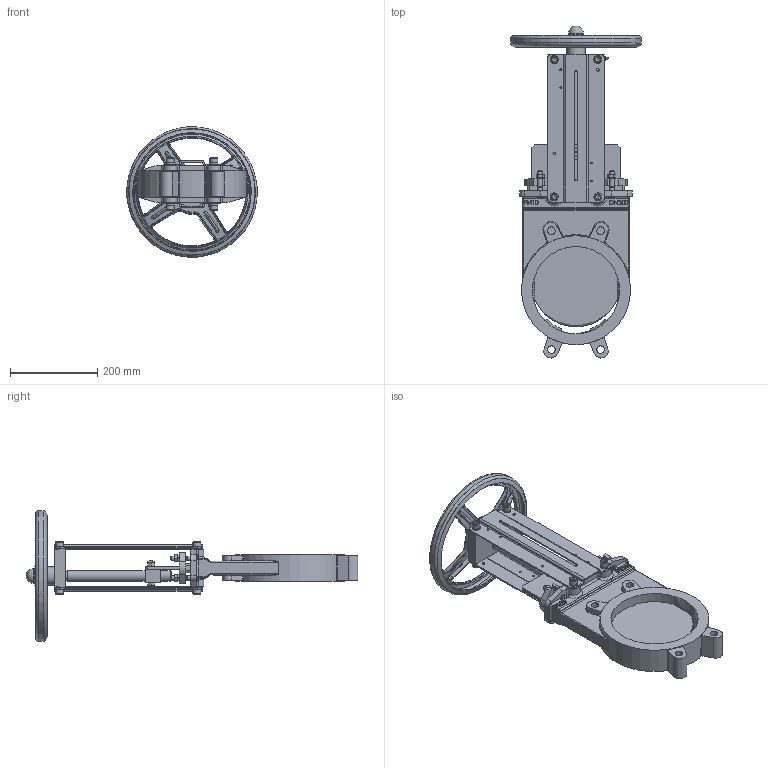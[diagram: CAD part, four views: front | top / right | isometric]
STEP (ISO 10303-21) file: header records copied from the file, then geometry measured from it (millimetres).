
FILE_DESCRIPTION(/* description */ ('178200'),/* implementation_level */ '2;1');
FILE_NAME(/* name */ '178200.stp',/* time_stamp */ '2019-02-18T11:39:40+01:00',/* author */ ('jmorand'),/* organization */ ('Sferaco'),/* preprocessor_version */ 'ST-DEVELOPER v17',/* originating_system */ 'Autodesk Inventor 2019',/* authorisation */ '');
FILE_SCHEMA (('AUTOMOTIVE_DESIGN { 1 0 10303 214 3 1 1 }'));
Length unit declared in the file: millimetre
Products named in the file (1): 178200
Bounding box: 299.54 x 761.49 x 299.54 mm (x, y, z)
Volume: 4030331.6 mm3; surface area: 831885.2 mm2
Topology: 34 solids, 48 shells, 1983 faces, 5112 edges, 3311 vertices
Faces by surface type: plane 888, bspline 420, cylinder 334, cone 245, torus 70, sphere 26
Full cylindrical faces by diameter (mm): 3.5 x2, 4.2 x6, 5 x1, 6 x9, 6.8 x1, 8.5 x19, 10 x15, 10.2 x8, 11 x2, 12 x8, 12.2 x8, 13 x8, 16 x2, 17.5 x6, 18 x8, 18.4 x8, 19.5 x1, 24 x1, 25 x2, 28 x1, 28.5 x1, 34 x1, 42 x1, 250 x1, 296 x1, 300 x1
Entity records: 79385 total; most frequent: CARTESIAN_POINT 32392, ORIENTED_EDGE 10124, DIRECTION 8302, EDGE_CURVE 5062, VERTEX_POINT 3311, AXIS2_PLACEMENT_3D 2968, LINE 2366, VECTOR 2366
